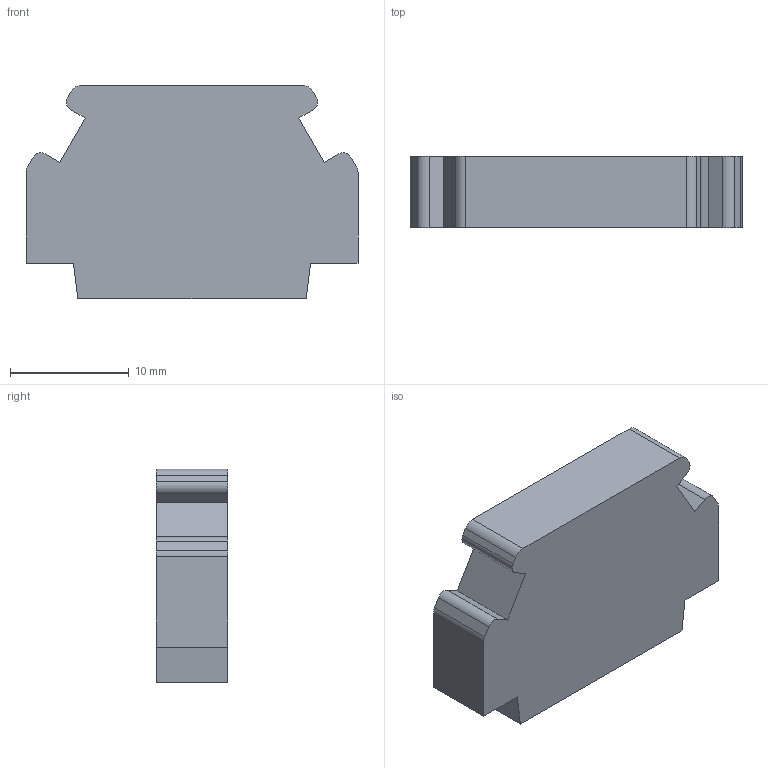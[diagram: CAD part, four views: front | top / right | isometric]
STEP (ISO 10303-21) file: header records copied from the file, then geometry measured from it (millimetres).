
FILE_DESCRIPTION(/* description */ ('Unknown'),/* implementation_level */ '2;1');
FILE_NAME(/* name */ '6MCT2.5H',/* time_stamp */ '2016-10-14T10:28:59+06:00',/* author */ ('Unknown'),/* organization */ ('Unknown'),/* preprocessor_version */ 'ST-DEVELOPER v16',/* originating_system */ 'DEX',/* authorisation */ $);
FILE_SCHEMA (('AUTOMOTIVE_DESIGN {1 0 10303 214 3 1 1}'));
Length unit declared in the file: millimetre
Products named in the file (1): 6MCT2.5H
Bounding box: 28 x 6 x 18 mm (x, y, z)
Volume: 2584.1 mm3; surface area: 1415.6 mm2
Topology: 1 solids, 1 shells, 28 faces, 78 edges, 52 vertices
Faces by surface type: plane 20, cylinder 8
Entity records: 928 total; most frequent: CARTESIAN_POINT 159, ORIENTED_EDGE 156, DIRECTION 152, EDGE_CURVE 78, LINE 62, VECTOR 62, VERTEX_POINT 52, AXIS2_PLACEMENT_3D 45
